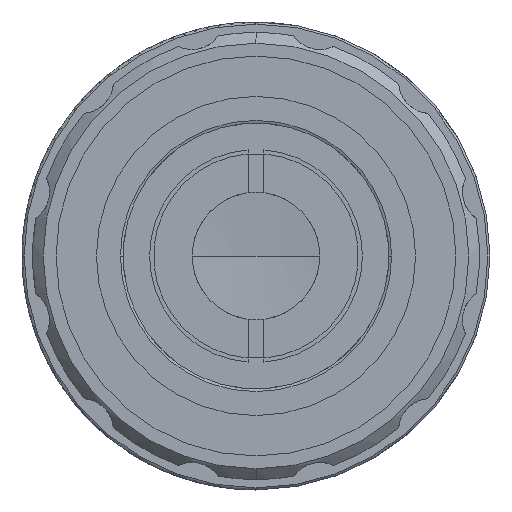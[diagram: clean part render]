
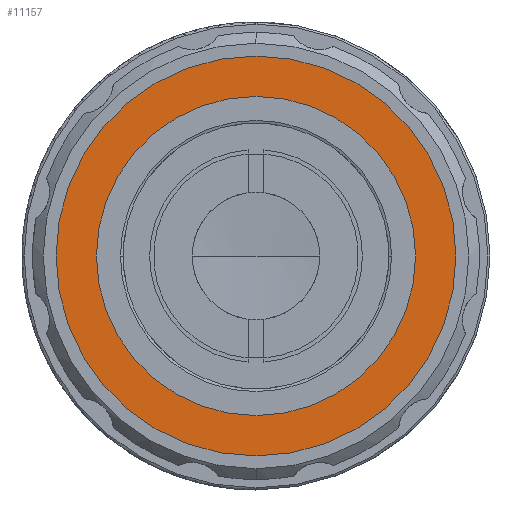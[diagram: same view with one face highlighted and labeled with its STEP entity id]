
A CAD part, left-side view. The second image highlights one B-rep face of the part: STEP entity #11157.
In plain terms, the highlighted planar face has unit normal (-1, 0, 0).
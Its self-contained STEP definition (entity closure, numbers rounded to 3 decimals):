
#106 = CARTESIAN_POINT ( 'NONE',  ( 1.3, 0., -14.5 ) ) ;
#372 = FACE_OUTER_BOUND ( 'NONE', #1270, .T. ) ;
#849 = DIRECTION ( 'NONE',  ( -1., 0., 0. ) ) ;
#1270 = EDGE_LOOP ( 'NONE', ( #22645, #22981 ) ) ;
#1864 = VERTEX_POINT ( 'NONE', #106 ) ;
#2069 = VERTEX_POINT ( 'NONE', #23559 ) ;
#2249 = EDGE_CURVE ( 'NONE', #1864, #2069, #2434, .T. ) ;
#2359 = DIRECTION ( 'NONE',  ( 0., 0., -1. ) ) ;
#2381 = VERTEX_POINT ( 'NONE', #13846 ) ;
#2383 = DIRECTION ( 'NONE',  ( 1., 0., 0. ) ) ;
#2434 = CIRCLE ( 'NONE', #20029, 14.5 ) ;
#2480 = CARTESIAN_POINT ( 'NONE',  ( 1.3, 15., 0. ) ) ;
#2488 = VERTEX_POINT ( 'NONE', #9731 ) ;
#2564 = PLANE ( 'NONE',  #16446 ) ;
#3071 = EDGE_LOOP ( 'NONE', ( #21371, #11649 ) ) ;
#5434 = CARTESIAN_POINT ( 'NONE',  ( 1.3, 0., 0. ) ) ;
#5828 = EDGE_CURVE ( 'NONE', #2069, #1864, #7888, .T. ) ;
#6978 = AXIS2_PLACEMENT_3D ( 'NONE', #24773, #24696, #24184 ) ;
#7430 = DIRECTION ( 'NONE',  ( 0., 0., 1. ) ) ;
#7888 = CIRCLE ( 'NONE', #6978, 14.5 ) ;
#9731 = CARTESIAN_POINT ( 'NONE',  ( 1.3, 0., -18.8 ) ) ;
#11157 = ADVANCED_FACE ( 'NONE', ( #372, #20533 ), #2564, .F. ) ;
#11649 = ORIENTED_EDGE ( 'NONE', *, *, #2249, .F. ) ;
#12643 = CARTESIAN_POINT ( 'NONE',  ( 1.3, 0., 0. ) ) ;
#13846 = CARTESIAN_POINT ( 'NONE',  ( 1.3, 0., 18.8 ) ) ;
#13872 = AXIS2_PLACEMENT_3D ( 'NONE', #5434, #19126, #7430 ) ;
#14553 = DIRECTION ( 'NONE',  ( 0., 0., 1. ) ) ;
#15032 = EDGE_CURVE ( 'NONE', #2381, #2488, #21917, .T. ) ;
#16446 = AXIS2_PLACEMENT_3D ( 'NONE', #2480, #2383, #2359 ) ;
#17634 = EDGE_CURVE ( 'NONE', #2488, #2381, #25138, .T. ) ;
#19126 = DIRECTION ( 'NONE',  ( -1., 0., 0. ) ) ;
#20029 = AXIS2_PLACEMENT_3D ( 'NONE', #20261, #20238, #20200 ) ;
#20200 = DIRECTION ( 'NONE',  ( 0., 0., 1. ) ) ;
#20238 = DIRECTION ( 'NONE',  ( -1., 0., 0. ) ) ;
#20261 = CARTESIAN_POINT ( 'NONE',  ( 1.3, 0., 0. ) ) ;
#20533 = FACE_BOUND ( 'NONE', #3071, .T. ) ;
#21371 = ORIENTED_EDGE ( 'NONE', *, *, #5828, .F. ) ;
#21917 = CIRCLE ( 'NONE', #13872, 18.8 ) ;
#22645 = ORIENTED_EDGE ( 'NONE', *, *, #15032, .T. ) ;
#22981 = ORIENTED_EDGE ( 'NONE', *, *, #17634, .T. ) ;
#23559 = CARTESIAN_POINT ( 'NONE',  ( 1.3, 0., 14.5 ) ) ;
#24184 = DIRECTION ( 'NONE',  ( 0., 0., 1. ) ) ;
#24343 = AXIS2_PLACEMENT_3D ( 'NONE', #12643, #849, #14553 ) ;
#24696 = DIRECTION ( 'NONE',  ( -1., 0., 0. ) ) ;
#24773 = CARTESIAN_POINT ( 'NONE',  ( 1.3, 0., 0. ) ) ;
#25138 = CIRCLE ( 'NONE', #24343, 18.8 ) ;
